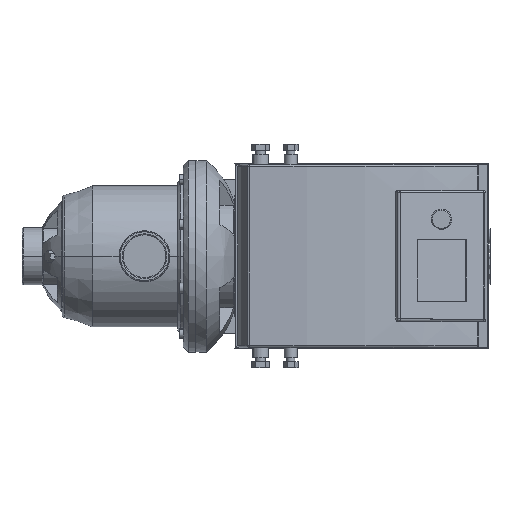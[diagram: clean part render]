
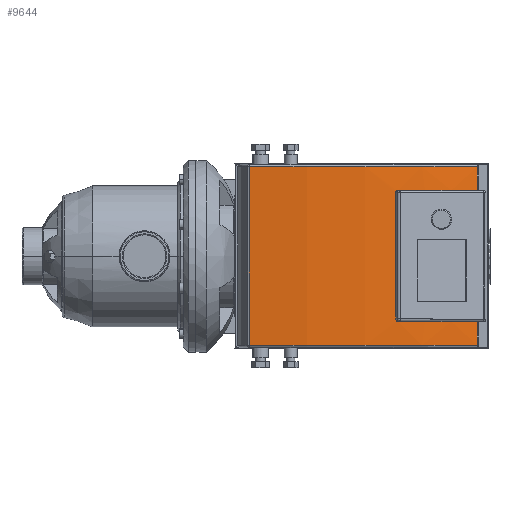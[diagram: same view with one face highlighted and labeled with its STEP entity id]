
A CAD part, top view. The second image highlights one B-rep face of the part: STEP entity #9644.
In plain terms, the highlighted cylindrical face has radius 505.977 mm (diameter 1011.95 mm), a partial arc.
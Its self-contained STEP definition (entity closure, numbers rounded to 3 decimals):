
#1372=CARTESIAN_POINT('',(329.874,-88.5,311.61));
#1373=VERTEX_POINT('',#1372);
#1407=CARTESIAN_POINT('',(103.879,-88.5,341.136));
#1408=VERTEX_POINT('',#1407);
#1442=CARTESIAN_POINT('',(103.879,88.5,341.136));
#1443=VERTEX_POINT('',#1442);
#1477=CARTESIAN_POINT('',(329.874,88.5,311.61));
#1478=VERTEX_POINT('',#1477);
#1510=CARTESIAN_POINT('',(329.874,65.,311.61));
#1511=VERTEX_POINT('',#1510);
#1528=CARTESIAN_POINT('',(329.874,88.5,311.61));
#1529=DIRECTION('',(0.0,-1.0,0.0));
#1530=VECTOR('',#1529,23.5);
#1531=LINE('',#1528,#1530);
#1532=EDGE_CURVE('',#1478,#1511,#1531,.T.);
#1565=CARTESIAN_POINT('',(153.011,88.5,-162.449));
#1566=DIRECTION('',(0.,1.,0.));
#1567=DIRECTION('',(0.13,0.,0.992));
#1568=AXIS2_PLACEMENT_3D('',#1565,#1566,#1567);
#1569=CIRCLE('',#1568,505.977);
#1570=EDGE_CURVE('',#1443,#1478,#1569,.T.);
#1596=CARTESIAN_POINT('',(103.879,-88.5,341.136));
#1597=DIRECTION('',(0.0,1.0,0.0));
#1598=VECTOR('',#1597,177.0);
#1599=LINE('',#1596,#1598);
#1600=EDGE_CURVE('',#1408,#1443,#1599,.T.);
#1659=CARTESIAN_POINT('',(153.011,-88.5,-162.449));
#1660=DIRECTION('',(0.,-1.,0.));
#1661=DIRECTION('',(0.13,0.,0.992));
#1662=AXIS2_PLACEMENT_3D('',#1659,#1660,#1661);
#1663=CIRCLE('',#1662,505.977);
#1664=EDGE_CURVE('',#1373,#1408,#1663,.T.);
#1684=CARTESIAN_POINT('',(329.874,-65.,311.61));
#1685=VERTEX_POINT('',#1684);
#1693=CARTESIAN_POINT('',(329.874,-65.,311.61));
#1694=DIRECTION('',(0.0,-1.0,0.0));
#1695=VECTOR('',#1694,23.5);
#1696=LINE('',#1693,#1695);
#1697=EDGE_CURVE('',#1685,#1373,#1696,.T.);
#1937=CARTESIAN_POINT('',(249.044,-62.5,334.331));
#1938=VERTEX_POINT('',#1937);
#1939=CARTESIAN_POINT('',(251.501,-65.,333.849));
#1940=VERTEX_POINT('',#1939);
#1941=CARTESIAN_POINT('',(252.44,-64.81,333.662));
#1942=CARTESIAN_POINT('',(252.138,-64.937,333.723));
#1943=CARTESIAN_POINT('',(251.809,-65.,333.788));
#1944=CARTESIAN_POINT('',(251.192,-65.,333.911));
#1945=CARTESIAN_POINT('',(250.863,-64.937,333.975));
#1946=CARTESIAN_POINT('',(250.258,-64.682,334.094));
#1947=CARTESIAN_POINT('',(249.981,-64.489,334.148));
#1948=CARTESIAN_POINT('',(249.545,-64.045,334.233));
#1949=CARTESIAN_POINT('',(249.356,-63.764,334.27));
#1950=CARTESIAN_POINT('',(249.105,-63.149,334.319));
#1951=CARTESIAN_POINT('',(249.044,-62.814,334.331));
#1952=CARTESIAN_POINT('',(249.044,-62.5,334.331));
#1953=CARTESIAN_POINT('',(249.044,-62.186,334.331));
#1954=CARTESIAN_POINT('',(249.105,-61.851,334.319));
#1955=CARTESIAN_POINT('',(249.231,-61.543,334.294));
#1956=B_SPLINE_CURVE_WITH_KNOTS('',3,(#1941,#1942,#1943,#1944,#1945,#1946,#1947,#1948,#1949,#1950,#1951,#1952,#1953,#1954,#1955),.UNSPECIFIED.,.F.,.U.,(4,2,2,2,2,3,4),(-0.471,-0.377,-0.283,-0.188,-0.094,0.0,0.094),.UNSPECIFIED.);
#1957=EDGE_CURVE('',#1938,#1940,#1956,.F.);
#2046=CARTESIAN_POINT('',(251.501,65.,333.849));
#2047=VERTEX_POINT('',#2046);
#2048=CARTESIAN_POINT('',(249.044,62.5,334.331));
#2049=VERTEX_POINT('',#2048);
#2050=CARTESIAN_POINT('',(249.231,61.543,334.294));
#2051=CARTESIAN_POINT('',(249.105,61.851,334.319));
#2052=CARTESIAN_POINT('',(249.044,62.186,334.331));
#2053=CARTESIAN_POINT('',(249.044,62.814,334.331));
#2054=CARTESIAN_POINT('',(249.105,63.149,334.319));
#2055=CARTESIAN_POINT('',(249.356,63.764,334.27));
#2056=CARTESIAN_POINT('',(249.545,64.045,334.233));
#2057=CARTESIAN_POINT('',(249.981,64.489,334.148));
#2058=CARTESIAN_POINT('',(250.258,64.682,334.094));
#2059=CARTESIAN_POINT('',(250.863,64.937,333.975));
#2060=CARTESIAN_POINT('',(251.192,65.,333.911));
#2061=CARTESIAN_POINT('',(251.809,65.,333.788));
#2062=CARTESIAN_POINT('',(252.138,64.937,333.723));
#2063=CARTESIAN_POINT('',(252.44,64.81,333.662));
#2064=B_SPLINE_CURVE_WITH_KNOTS('',3,(#2050,#2051,#2052,#2053,#2054,#2055,#2056,#2057,#2058,#2059,#2060,#2061,#2062,#2063),.UNSPECIFIED.,.F.,.U.,(4,2,2,2,2,2,4),(0.66,0.754,0.848,0.942,1.037,1.131,1.225),.UNSPECIFIED.);
#2065=EDGE_CURVE('',#2047,#2049,#2064,.F.);
#2165=CARTESIAN_POINT('',(153.011,65.,-162.449));
#2166=DIRECTION('',(0.,1.0,0.));
#2167=DIRECTION('',(-0.353,0.,-0.936));
#2168=AXIS2_PLACEMENT_3D('',#2165,#2166,#2167);
#2169=CIRCLE('',#2168,505.977);
#2170=EDGE_CURVE('',#2047,#1511,#2169,.T.);
#9595=CARTESIAN_POINT('',(249.044,-62.5,334.331));
#9596=DIRECTION('',(0.0,1.0,0.0));
#9597=VECTOR('',#9596,125.0);
#9598=LINE('',#9595,#9597);
#9599=EDGE_CURVE('',#1938,#2049,#9598,.T.);
#9612=CARTESIAN_POINT('',(153.011,-65.,-162.449));
#9613=DIRECTION('',(0.,-1.0,0.));
#9614=DIRECTION('',(-0.353,0.,-0.936));
#9615=AXIS2_PLACEMENT_3D('',#9612,#9613,#9614);
#9616=CIRCLE('',#9615,505.977);
#9617=EDGE_CURVE('',#1685,#1940,#9616,.T.);
#9627=CARTESIAN_POINT('',(153.011,0.,-162.449));
#9628=DIRECTION('',(0.0,-1.0,0.));
#9629=DIRECTION('',(-0.353,0.,-0.936));
#9630=AXIS2_PLACEMENT_3D('',#9627,#9628,#9629);
#9631=CYLINDRICAL_SURFACE('',#9630,505.977);
#9632=ORIENTED_EDGE('',*,*,#1697,.F.);
#9633=ORIENTED_EDGE('',*,*,#9617,.T.);
#9634=ORIENTED_EDGE('',*,*,#1957,.F.);
#9635=ORIENTED_EDGE('',*,*,#9599,.T.);
#9636=ORIENTED_EDGE('',*,*,#2065,.F.);
#9637=ORIENTED_EDGE('',*,*,#2170,.T.);
#9638=ORIENTED_EDGE('',*,*,#1532,.F.);
#9639=ORIENTED_EDGE('',*,*,#1570,.F.);
#9640=ORIENTED_EDGE('',*,*,#1600,.F.);
#9641=ORIENTED_EDGE('',*,*,#1664,.F.);
#9642=EDGE_LOOP('',(#9632,#9633,#9634,#9635,#9636,#9637,#9638,#9639,#9640,#9641));
#9643=FACE_OUTER_BOUND('',#9642,.T.);
#9644=ADVANCED_FACE('',(#9643),#9631,.T.);
